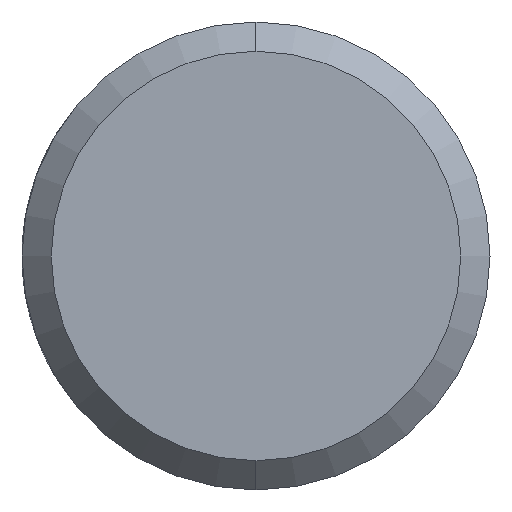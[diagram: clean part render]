
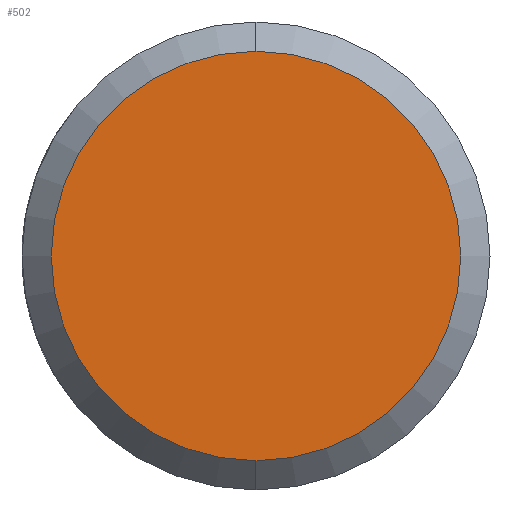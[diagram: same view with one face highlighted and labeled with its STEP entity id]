
A CAD part, left-side view. The second image highlights one B-rep face of the part: STEP entity #502.
In plain terms, the highlighted planar face has unit normal (-1, 0, 0).
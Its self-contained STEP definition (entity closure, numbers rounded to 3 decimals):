
#21 = DIRECTION ( 'NONE',  ( -1., 0., 0. ) ) ;
#118 = AXIS2_PLACEMENT_3D ( 'NONE', #681, #21, #299 ) ;
#123 = DIRECTION ( 'NONE',  ( 0., 0., -1. ) ) ;
#125 = CARTESIAN_POINT ( 'NONE',  ( 0., 0., 3.5 ) ) ;
#128 = CIRCLE ( 'NONE', #237, 3.5 ) ;
#143 = VERTEX_POINT ( 'NONE', #125 ) ;
#237 = AXIS2_PLACEMENT_3D ( 'NONE', #328, #544, #658 ) ;
#285 = AXIS2_PLACEMENT_3D ( 'NONE', #457, #565, #123 ) ;
#299 = DIRECTION ( 'NONE',  ( 0., 0., -1. ) ) ;
#328 = CARTESIAN_POINT ( 'NONE',  ( 0., 0., 0. ) ) ;
#375 = CIRCLE ( 'NONE', #118, 3.5 ) ;
#379 = EDGE_CURVE ( 'NONE', #653, #143, #128, .T. ) ;
#419 = CARTESIAN_POINT ( 'NONE',  ( 0., 0., -3.5 ) ) ;
#457 = CARTESIAN_POINT ( 'NONE',  ( 0., 0., 0. ) ) ;
#459 = PLANE ( 'NONE',  #285 ) ;
#502 = ADVANCED_FACE ( 'NONE', ( #701 ), #459, .F. ) ;
#536 = EDGE_LOOP ( 'NONE', ( #591, #563 ) ) ;
#544 = DIRECTION ( 'NONE',  ( -1., 0., 0. ) ) ;
#563 = ORIENTED_EDGE ( 'NONE', *, *, #618, .T. ) ;
#565 = DIRECTION ( 'NONE',  ( 1., 0., 0. ) ) ;
#591 = ORIENTED_EDGE ( 'NONE', *, *, #379, .T. ) ;
#618 = EDGE_CURVE ( 'NONE', #143, #653, #375, .T. ) ;
#653 = VERTEX_POINT ( 'NONE', #419 ) ;
#658 = DIRECTION ( 'NONE',  ( 0., 0., -1. ) ) ;
#681 = CARTESIAN_POINT ( 'NONE',  ( 0., 0., 0. ) ) ;
#701 = FACE_OUTER_BOUND ( 'NONE', #536, .T. ) ;
